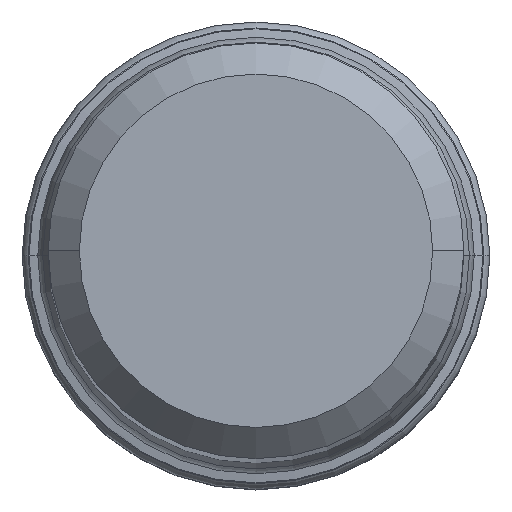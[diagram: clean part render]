
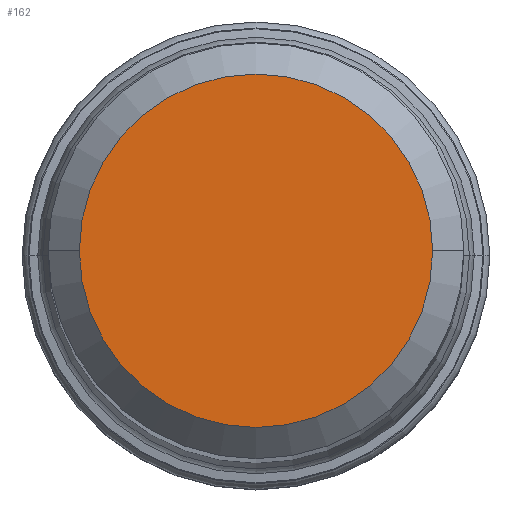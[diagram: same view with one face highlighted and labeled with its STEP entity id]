
A CAD part, top view. The second image highlights one B-rep face of the part: STEP entity #162.
In plain terms, the highlighted planar face has unit normal (0, 0, 1).
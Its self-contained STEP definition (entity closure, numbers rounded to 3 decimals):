
#30=PLANE('',#1222);
#162=ADVANCED_FACE('',(#228),#30,.F.);
#228=FACE_OUTER_BOUND('',#286,.T.);
#286=EDGE_LOOP('',(#542,#543,#544,#545));
#542=ORIENTED_EDGE('',*,*,#766,.F.);
#543=ORIENTED_EDGE('',*,*,#765,.F.);
#544=ORIENTED_EDGE('',*,*,#767,.F.);
#545=ORIENTED_EDGE('',*,*,#768,.F.);
#632=VERTEX_POINT('',#2458);
#633=VERTEX_POINT('',#2460);
#634=VERTEX_POINT('',#2462);
#635=VERTEX_POINT('',#2466);
#765=EDGE_CURVE('',#633,#634,#911,.T.);
#766=EDGE_CURVE('',#634,#632,#912,.T.);
#767=EDGE_CURVE('',#635,#633,#913,.T.);
#768=EDGE_CURVE('',#632,#635,#914,.T.);
#911=CIRCLE('',#1217,6.8);
#912=CIRCLE('',#1218,6.8);
#913=CIRCLE('',#1220,6.8);
#914=CIRCLE('',#1221,6.8);
#1217=AXIS2_PLACEMENT_3D('',#2461,#1539,#1540);
#1218=AXIS2_PLACEMENT_3D('',#2463,#1541,#1542);
#1220=AXIS2_PLACEMENT_3D('',#2465,#1545,#1546);
#1221=AXIS2_PLACEMENT_3D('',#2467,#1547,#1548);
#1222=AXIS2_PLACEMENT_3D('',#2468,#1549,#1550);
#1539=DIRECTION('',(0.,0.,-1.));
#1540=DIRECTION('',(-1.,0.,0.));
#1541=DIRECTION('',(0.,0.,-1.));
#1542=DIRECTION('',(0.,1.,0.));
#1545=DIRECTION('',(0.,0.,-1.));
#1546=DIRECTION('',(0.,-1.,0.));
#1547=DIRECTION('',(0.,0.,-1.));
#1548=DIRECTION('',(1.,0.,0.));
#1549=DIRECTION('',(0.,0.,-1.));
#1550=DIRECTION('',(-1.,0.,0.));
#2458=CARTESIAN_POINT('',(6.8,0.,0.));
#2460=CARTESIAN_POINT('',(-6.8,0.,0.));
#2461=CARTESIAN_POINT('',(0.,0.,0.));
#2462=CARTESIAN_POINT('',(0.,6.8,0.));
#2463=CARTESIAN_POINT('',(0.,0.,0.));
#2465=CARTESIAN_POINT('',(0.,0.,0.));
#2466=CARTESIAN_POINT('',(0.,-6.8,0.));
#2467=CARTESIAN_POINT('',(0.,0.,0.));
#2468=CARTESIAN_POINT('',(0.,0.,0.));
